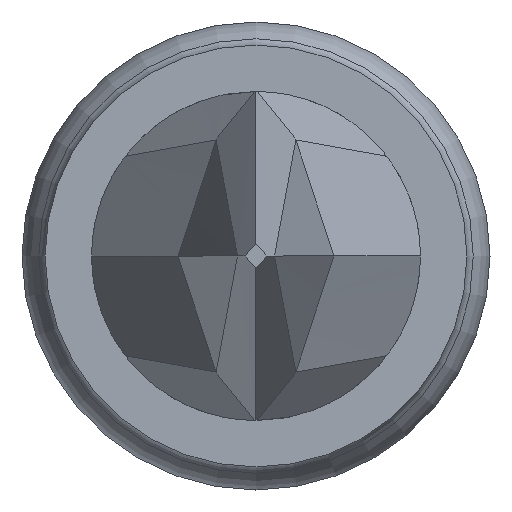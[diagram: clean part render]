
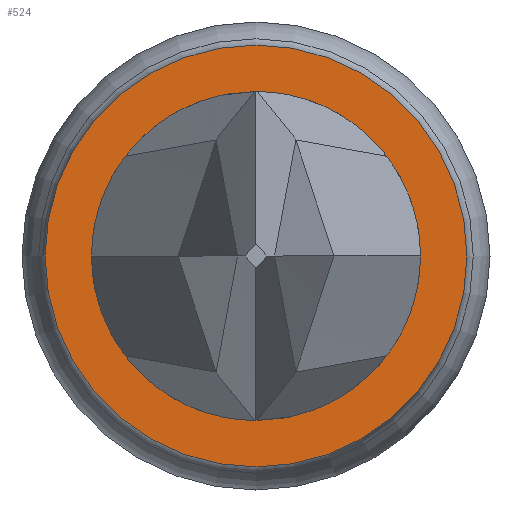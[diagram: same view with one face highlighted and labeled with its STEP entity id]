
A CAD part, left-side view. The second image highlights one B-rep face of the part: STEP entity #524.
In plain terms, the highlighted planar face has unit normal (-1, 0, 0).
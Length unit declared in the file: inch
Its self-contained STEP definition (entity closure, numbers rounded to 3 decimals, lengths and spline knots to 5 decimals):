
#109 = CIRCLE ( 'NONE', #589, 0.02425 ) ;
#131 = CIRCLE ( 'NONE', #286, 0.0189 ) ;
#154 = ORIENTED_EDGE ( 'NONE', *, *, #963, .T. ) ;
#259 = DIRECTION ( 'NONE',  ( 1., 0., 0. ) ) ;
#275 = EDGE_LOOP ( 'NONE', ( #1130 ) ) ;
#286 = AXIS2_PLACEMENT_3D ( 'NONE', #439, #1215, #349 ) ;
#349 = DIRECTION ( 'NONE',  ( 0., 0., -1. ) ) ;
#439 = CARTESIAN_POINT ( 'NONE',  ( 0., 0., 0. ) ) ;
#452 = PLANE ( 'NONE',  #485 ) ;
#481 = DIRECTION ( 'NONE',  ( 0., 0., -1. ) ) ;
#485 = AXIS2_PLACEMENT_3D ( 'NONE', #573, #259, #481 ) ;
#487 = FACE_BOUND ( 'NONE', #681, .T. ) ;
#524 = ADVANCED_FACE ( 'NONE', ( #487, #937 ), #452, .F. ) ;
#573 = CARTESIAN_POINT ( 'NONE',  ( 0., 0.02725, 0. ) ) ;
#589 = AXIS2_PLACEMENT_3D ( 'NONE', #843, #944, #729 ) ;
#681 = EDGE_LOOP ( 'NONE', ( #154 ) ) ;
#729 = DIRECTION ( 'NONE',  ( 0., 0., -1. ) ) ;
#795 = VERTEX_POINT ( 'NONE', #987 ) ;
#843 = CARTESIAN_POINT ( 'NONE',  ( 0., 0., 0. ) ) ;
#903 = VERTEX_POINT ( 'NONE', #1078 ) ;
#937 = FACE_OUTER_BOUND ( 'NONE', #275, .T. ) ;
#944 = DIRECTION ( 'NONE',  ( 1., 0., 0. ) ) ;
#963 = EDGE_CURVE ( 'NONE', #903, #903, #131, .T. ) ;
#987 = CARTESIAN_POINT ( 'NONE',  ( 0., 0., -0.02425 ) ) ;
#1078 = CARTESIAN_POINT ( 'NONE',  ( 0., 0., -0.0189 ) ) ;
#1130 = ORIENTED_EDGE ( 'NONE', *, *, #1238, .F. ) ;
#1215 = DIRECTION ( 'NONE',  ( 1., 0., 0. ) ) ;
#1238 = EDGE_CURVE ( 'NONE', #795, #795, #109, .T. ) ;
